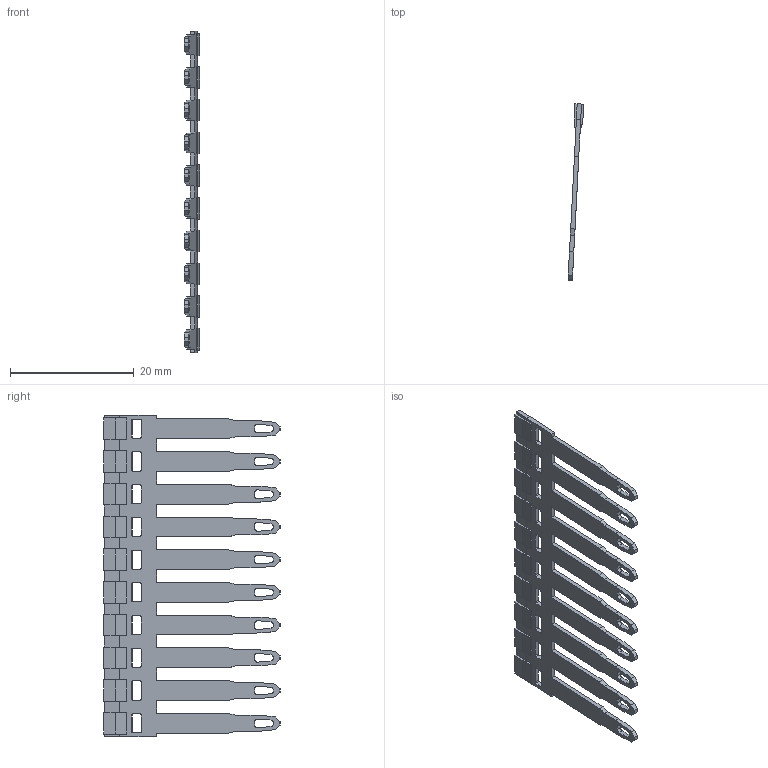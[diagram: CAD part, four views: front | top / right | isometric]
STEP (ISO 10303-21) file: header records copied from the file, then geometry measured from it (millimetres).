
FILE_DESCRIPTION((''),'2;1');
FILE_NAME('PTP0310R_ASM','2022-09-23T08:05:38',('klemen.sitar'),('Audax d.o.o.'),'CREO PARAMETRIC BY PTC INC, 2021304','CREO PARAMETRIC BY PTC INC, 2021304','');
FILE_SCHEMA(('AP242_MANAGED_MODEL_BASED_3D_ENGINEERING_MIM_LF { 1 0 10303 442 1 1 4 }'));
Length unit declared in the file: millimetre
Products named in the file (3): PTP0310R-145790; PRT0001; PTP0310R_ASM
Assembly tree (2 placements, depth 2):
  PTP0310R_ASM
    PTP0310R-145790
    PRT0001
Bounding box: 2.59 x 28.52 x 52.1 mm (x, y, z)
Volume: 747 mm3; surface area: 2679.5 mm2
Topology: 2 solids, 2 shells, 452 faces, 1304 edges, 856 vertices
Faces by surface type: plane 332, cylinder 100, extrusion 20
Entity records: 23601 total; most frequent: CARTESIAN_POINT 4078, ORIENTED_EDGE 2608, DIRECTION 2364, PRESENTATION_STYLE_ASSIGNMENT 1782, STYLED_ITEM 1782, CURVE_STYLE 1328, EDGE_CURVE 1304, VECTOR 1084
